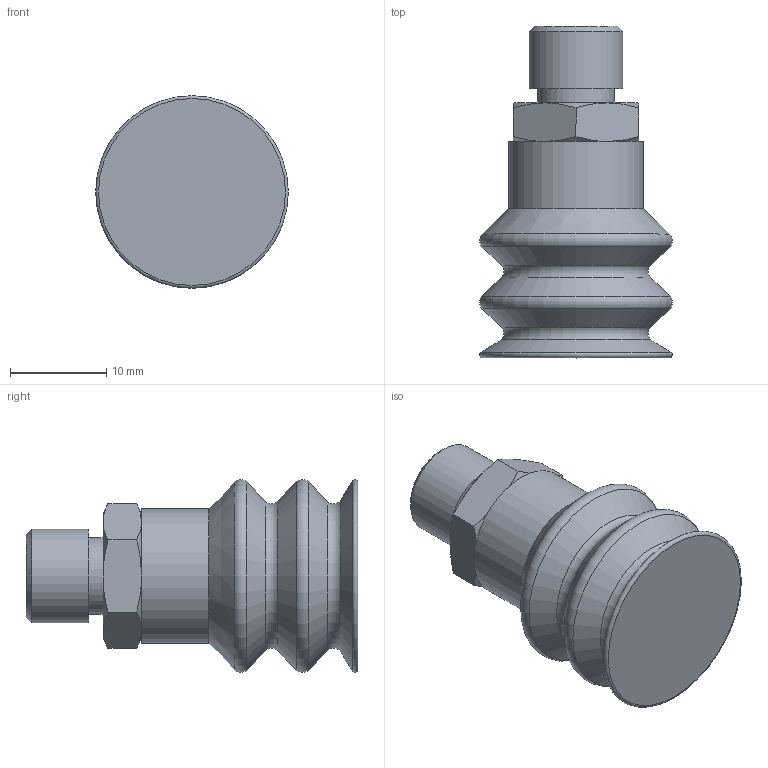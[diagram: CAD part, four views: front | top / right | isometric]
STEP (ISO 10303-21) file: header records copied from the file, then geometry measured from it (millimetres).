
FILE_DESCRIPTION(/* description */ (''),/* implementation_level */ '2;1');
FILE_NAME(/* name */ 'vf20nit_rac15r1-8m.stp',/* time_stamp */ '2020-09-22T10:56:26+02:00',/* author */ ('enginyeria'),/* organization */ (''),/* preprocessor_version */ 'ST-DEVELOPER v17.2',/* originating_system */ 'Autodesk Inventor 2019',/* authorisation */ '');
FILE_SCHEMA (('CONFIG_CONTROL_DESIGN'));
Length unit declared in the file: millimetre
Products named in the file (1): vf20nit_rac15r1-8m
Bounding box: 20.04 x 34.5 x 20.04 mm (x, y, z)
Volume: 5918.8 mm3; surface area: 2446.3 mm2
Topology: 1 solids, 1 shells, 40 faces, 105 edges, 71 vertices
Faces by surface type: cone 19, plane 12, torus 5, cylinder 4
Full cylindrical faces by diameter (mm): 3 x1, 8 x1, 9.728 x1, 14 x1
Entity records: 1360 total; most frequent: CARTESIAN_POINT 265, DIRECTION 227, ORIENTED_EDGE 210, EDGE_CURVE 105, AXIS2_PLACEMENT_3D 105, VERTEX_POINT 71, CIRCLE 64, EDGE_LOOP 44
